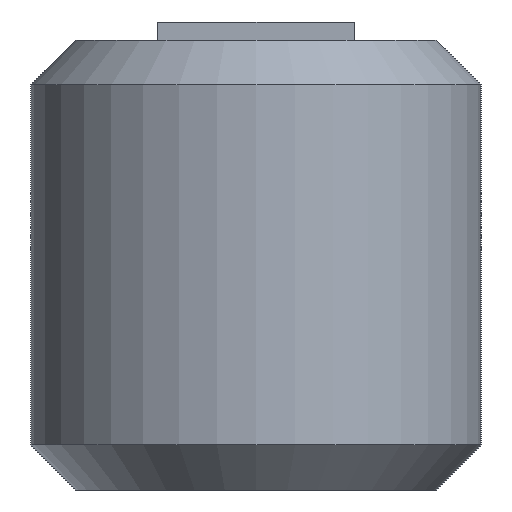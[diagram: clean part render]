
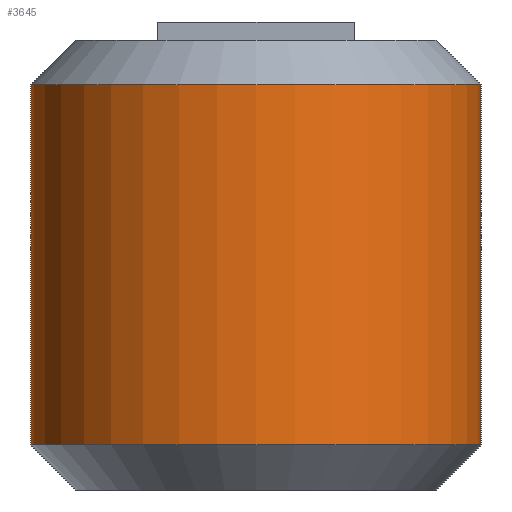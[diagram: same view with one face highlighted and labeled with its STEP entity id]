
A CAD part, left-side view. The second image highlights one B-rep face of the part: STEP entity #3645.
In plain terms, the highlighted cylindrical face has radius 5 mm (diameter 10 mm), a partial arc.
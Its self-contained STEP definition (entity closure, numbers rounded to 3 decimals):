
#132 = CONICAL_SURFACE('',#133,5.,0.785);
#133 = AXIS2_PLACEMENT_3D('',#134,#135,#136);
#134 = CARTESIAN_POINT('',(0.,0.,1.));
#135 = DIRECTION('',(0.,0.,1.));
#136 = DIRECTION('',(0.,1.,-0.));
#507 = PLANE('',#508);
#508 = AXIS2_PLACEMENT_3D('',#509,#510,#511);
#509 = CARTESIAN_POINT('',(0.,5.,0.));
#510 = DIRECTION('',(0.,1.,0.));
#511 = DIRECTION('',(1.,0.,0.));
#546 = VERTEX_POINT('',#547);
#547 = CARTESIAN_POINT('',(0.,5.,1.));
#885 = VERTEX_POINT('',#886);
#886 = CARTESIAN_POINT('',(0.,-5.,1.));
#905 = EDGE_CURVE('',#546,#885,#906,.T.);
#906 = SURFACE_CURVE('',#907,(#912,#919),.PCURVE_S1.);
#907 = CIRCLE('',#908,5.);
#908 = AXIS2_PLACEMENT_3D('',#909,#910,#911);
#909 = CARTESIAN_POINT('',(0.,0.,1.));
#910 = DIRECTION('',(0.,0.,1.));
#911 = DIRECTION('',(0.,1.,-0.));
#912 = PCURVE('',#132,#913);
#913 = DEFINITIONAL_REPRESENTATION('',(#914),#918);
#914 = LINE('',#915,#916);
#915 = CARTESIAN_POINT('',(0.,0.));
#916 = VECTOR('',#917,1.);
#917 = DIRECTION('',(1.,0.));
#918 = ( GEOMETRIC_REPRESENTATION_CONTEXT(2) 
PARAMETRIC_REPRESENTATION_CONTEXT() REPRESENTATION_CONTEXT('2D SPACE',''
  ) );
#919 = PCURVE('',#920,#925);
#920 = CYLINDRICAL_SURFACE('',#921,5.);
#921 = AXIS2_PLACEMENT_3D('',#922,#923,#924);
#922 = CARTESIAN_POINT('',(0.,0.,0.));
#923 = DIRECTION('',(-0.,-0.,-1.));
#924 = DIRECTION('',(1.,0.,0.));
#925 = DEFINITIONAL_REPRESENTATION('',(#926),#930);
#926 = LINE('',#927,#928);
#927 = CARTESIAN_POINT('',(-1.571,-1.));
#928 = VECTOR('',#929,1.);
#929 = DIRECTION('',(-1.,0.));
#930 = ( GEOMETRIC_REPRESENTATION_CONTEXT(2) 
PARAMETRIC_REPRESENTATION_CONTEXT() REPRESENTATION_CONTEXT('2D SPACE',''
  ) );
#1245 = PLANE('',#1246);
#1246 = AXIS2_PLACEMENT_3D('',#1247,#1248,#1249);
#1247 = CARTESIAN_POINT('',(0.,-5.,0.));
#1248 = DIRECTION('',(0.,1.,0.));
#1249 = DIRECTION('',(1.,0.,0.));
#1663 = EDGE_CURVE('',#546,#1664,#1666,.T.);
#1664 = VERTEX_POINT('',#1665);
#1665 = CARTESIAN_POINT('',(0.,5.,9.));
#1666 = SURFACE_CURVE('',#1667,(#1671,#1678),.PCURVE_S1.);
#1667 = LINE('',#1668,#1669);
#1668 = CARTESIAN_POINT('',(0.,5.,0.));
#1669 = VECTOR('',#1670,1.);
#1670 = DIRECTION('',(0.,0.,1.));
#1671 = PCURVE('',#507,#1672);
#1672 = DEFINITIONAL_REPRESENTATION('',(#1673),#1677);
#1673 = LINE('',#1674,#1675);
#1674 = CARTESIAN_POINT('',(0.,0.));
#1675 = VECTOR('',#1676,1.);
#1676 = DIRECTION('',(0.,-1.));
#1677 = ( GEOMETRIC_REPRESENTATION_CONTEXT(2) 
PARAMETRIC_REPRESENTATION_CONTEXT() REPRESENTATION_CONTEXT('2D SPACE',''
  ) );
#1678 = PCURVE('',#920,#1679);
#1679 = DEFINITIONAL_REPRESENTATION('',(#1680),#1684);
#1680 = LINE('',#1681,#1682);
#1681 = CARTESIAN_POINT('',(-1.571,0.));
#1682 = VECTOR('',#1683,1.);
#1683 = DIRECTION('',(-0.,-1.));
#1684 = ( GEOMETRIC_REPRESENTATION_CONTEXT(2) 
PARAMETRIC_REPRESENTATION_CONTEXT() REPRESENTATION_CONTEXT('2D SPACE',''
  ) );
#1805 = CONICAL_SURFACE('',#1806,5.,0.785);
#1806 = AXIS2_PLACEMENT_3D('',#1807,#1808,#1809);
#1807 = CARTESIAN_POINT('',(0.,0.,9.));
#1808 = DIRECTION('',(-0.,-0.,-1.));
#1809 = DIRECTION('',(0.,-1.,0.));
#3645 = ADVANCED_FACE('',(#3646),#920,.T.);
#3646 = FACE_BOUND('',#3647,.F.);
#3647 = EDGE_LOOP('',(#3648,#3649,#3673,#3694));
#3648 = ORIENTED_EDGE('',*,*,#1663,.T.);
#3649 = ORIENTED_EDGE('',*,*,#3650,.F.);
#3650 = EDGE_CURVE('',#3651,#1664,#3653,.T.);
#3651 = VERTEX_POINT('',#3652);
#3652 = CARTESIAN_POINT('',(0.,-5.,9.));
#3653 = SURFACE_CURVE('',#3654,(#3659,#3666),.PCURVE_S1.);
#3654 = CIRCLE('',#3655,5.);
#3655 = AXIS2_PLACEMENT_3D('',#3656,#3657,#3658);
#3656 = CARTESIAN_POINT('',(0.,0.,9.));
#3657 = DIRECTION('',(-0.,0.,-1.));
#3658 = DIRECTION('',(0.,-1.,0.));
#3659 = PCURVE('',#920,#3660);
#3660 = DEFINITIONAL_REPRESENTATION('',(#3661),#3665);
#3661 = LINE('',#3662,#3663);
#3662 = CARTESIAN_POINT('',(-4.712,-9.));
#3663 = VECTOR('',#3664,1.);
#3664 = DIRECTION('',(1.,-0.));
#3665 = ( GEOMETRIC_REPRESENTATION_CONTEXT(2) 
PARAMETRIC_REPRESENTATION_CONTEXT() REPRESENTATION_CONTEXT('2D SPACE',''
  ) );
#3666 = PCURVE('',#1805,#3667);
#3667 = DEFINITIONAL_REPRESENTATION('',(#3668),#3672);
#3668 = LINE('',#3669,#3670);
#3669 = CARTESIAN_POINT('',(0.,-0.));
#3670 = VECTOR('',#3671,1.);
#3671 = DIRECTION('',(1.,-0.));
#3672 = ( GEOMETRIC_REPRESENTATION_CONTEXT(2) 
PARAMETRIC_REPRESENTATION_CONTEXT() REPRESENTATION_CONTEXT('2D SPACE',''
  ) );
#3673 = ORIENTED_EDGE('',*,*,#3674,.F.);
#3674 = EDGE_CURVE('',#885,#3651,#3675,.T.);
#3675 = SURFACE_CURVE('',#3676,(#3680,#3687),.PCURVE_S1.);
#3676 = LINE('',#3677,#3678);
#3677 = CARTESIAN_POINT('',(0.,-5.,0.));
#3678 = VECTOR('',#3679,1.);
#3679 = DIRECTION('',(0.,0.,1.));
#3680 = PCURVE('',#920,#3681);
#3681 = DEFINITIONAL_REPRESENTATION('',(#3682),#3686);
#3682 = LINE('',#3683,#3684);
#3683 = CARTESIAN_POINT('',(-4.712,0.));
#3684 = VECTOR('',#3685,1.);
#3685 = DIRECTION('',(-0.,-1.));
#3686 = ( GEOMETRIC_REPRESENTATION_CONTEXT(2) 
PARAMETRIC_REPRESENTATION_CONTEXT() REPRESENTATION_CONTEXT('2D SPACE',''
  ) );
#3687 = PCURVE('',#1245,#3688);
#3688 = DEFINITIONAL_REPRESENTATION('',(#3689),#3693);
#3689 = LINE('',#3690,#3691);
#3690 = CARTESIAN_POINT('',(0.,0.));
#3691 = VECTOR('',#3692,1.);
#3692 = DIRECTION('',(0.,-1.));
#3693 = ( GEOMETRIC_REPRESENTATION_CONTEXT(2) 
PARAMETRIC_REPRESENTATION_CONTEXT() REPRESENTATION_CONTEXT('2D SPACE',''
  ) );
#3694 = ORIENTED_EDGE('',*,*,#905,.F.);
